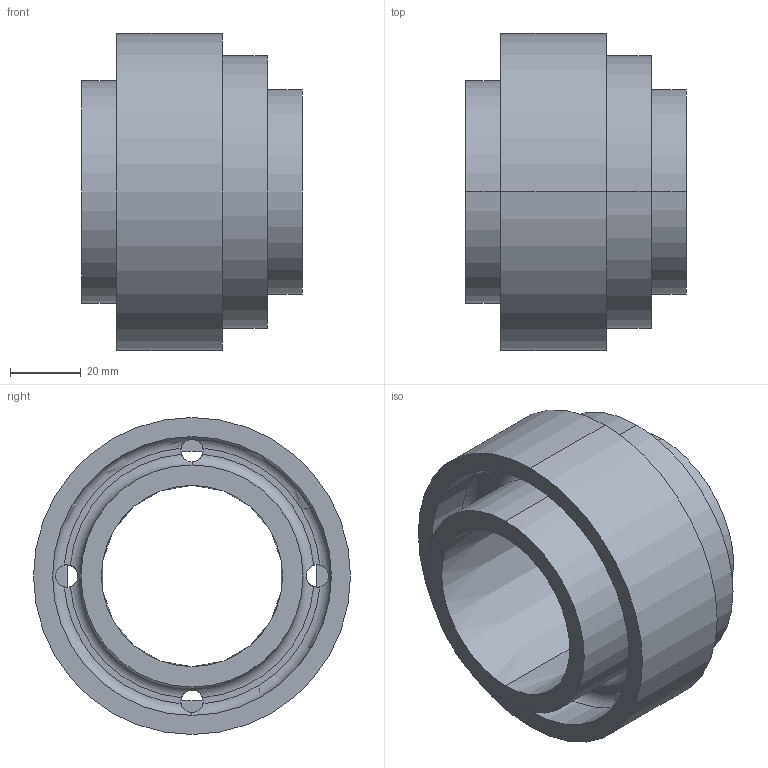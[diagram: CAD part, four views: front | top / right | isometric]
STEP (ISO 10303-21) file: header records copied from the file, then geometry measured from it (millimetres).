
FILE_DESCRIPTION (( 'STEP AP203' ), '1' );
FILE_NAME ('--7883338.STEP', '2015-03-24T15:15:09', ( 'enduser' ), ( '' ), 'SwSTEP 2.0', 'SolidWorks 2014', '' );
FILE_SCHEMA (( 'CONFIG_CONTROL_DESIGN' ));
Length unit declared in the file: inch
Products named in the file (1): --7883338
Bounding box: 62.48 x 89.92 x 89.92 mm (x, y, z)
Volume: 125214 mm3; surface area: 47898.9 mm2
Topology: 1 solids, 1 shells, 44 faces, 126 edges, 80 vertices
Faces by surface type: cylinder 20, plane 14, torus 8, cone 2
Entity records: 1961 total; most frequent: CARTESIAN_POINT 677, DIRECTION 276, ORIENTED_EDGE 252, EDGE_CURVE 126, AXIS2_PLACEMENT_3D 123, VERTEX_POINT 80, CIRCLE 78, EDGE_LOOP 50
